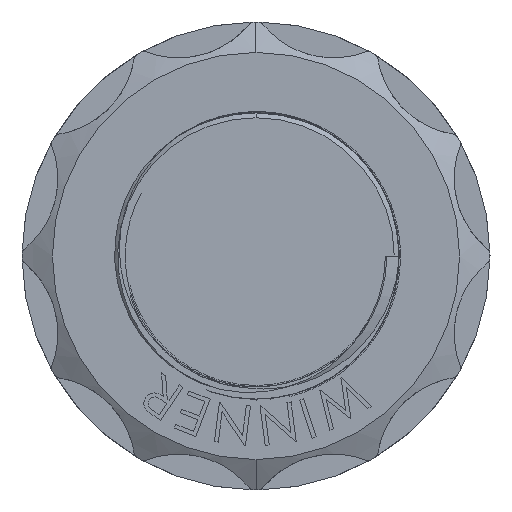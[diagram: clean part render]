
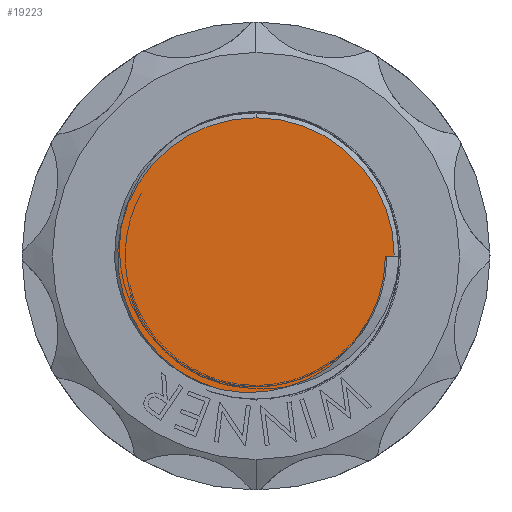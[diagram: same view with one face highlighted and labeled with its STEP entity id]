
A CAD part, left-side view. The second image highlights one B-rep face of the part: STEP entity #19223.
In plain terms, the highlighted planar face has unit normal (-1, 0, 0).
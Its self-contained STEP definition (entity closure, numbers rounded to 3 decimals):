
#304 = DIRECTION ( 'NONE',  ( 0., 0., 1. ) ) ;
#325 = CARTESIAN_POINT ( 'NONE',  ( -70.42, 0., 0. ) ) ;
#370 = CARTESIAN_POINT ( 'NONE',  ( -70.42, 0., 0. ) ) ;
#899 = ORIENTED_EDGE ( 'NONE', *, *, #5002, .T. ) ;
#1112 = EDGE_CURVE ( 'NONE', #8869, #10370, #12315, .T. ) ;
#1826 = CARTESIAN_POINT ( 'NONE',  ( -70.42, -7.728, -2.39 ) ) ;
#1898 = CARTESIAN_POINT ( 'NONE',  ( -70.42, -8.063, 0. ) ) ;
#2035 = DIRECTION ( 'NONE',  ( 0., 0., -1. ) ) ;
#2192 = CARTESIAN_POINT ( 'NONE',  ( -70.42, -5.072, -6.509 ) ) ;
#2323 = CARTESIAN_POINT ( 'NONE',  ( -70.42, -6.15, -5.368 ) ) ;
#2347 = CIRCLE ( 'NONE', #6585, 8.625 ) ;
#3288 = CARTESIAN_POINT ( 'NONE',  ( -70.42, -6.449, -4.987 ) ) ;
#3343 = CARTESIAN_POINT ( 'NONE',  ( -70.42, 2.24, -8.329 ) ) ;
#3427 = B_SPLINE_CURVE_WITH_KNOTS ( 'NONE', 3,
 ( #18867, #3288, #9654, #11230, #15778, #1826, #6553, #17500, #11298, #1898 ),
 .UNSPECIFIED., .F., .F.,
 ( 4, 2, 2, 2, 4 ),
 ( 0., 0.001, 0.003, 0.004, 0.006 ),
 .UNSPECIFIED. ) ;
#3776 = CARTESIAN_POINT ( 'NONE',  ( -70.42, -0.868, -8.46 ) ) ;
#3839 = CARTESIAN_POINT ( 'NONE',  ( -70.42, -3.103, -7.763 ) ) ;
#3874 = CARTESIAN_POINT ( 'NONE',  ( -70.42, -8.625, 0. ) ) ;
#3915 = CARTESIAN_POINT ( 'NONE',  ( -70.42, -4.128, -7.208 ) ) ;
#3986 = CARTESIAN_POINT ( 'NONE',  ( -70.42, 0.305, -8.532 ) ) ;
#5002 = EDGE_CURVE ( 'NONE', #18922, #16271, #5271, .T. ) ;
#5185 = DIRECTION ( 'NONE',  ( -1., 0., 0. ) ) ;
#5203 = AXIS2_PLACEMENT_3D ( 'NONE', #10237, #19509, #19715 ) ;
#5224 = FACE_OUTER_BOUND ( 'NONE', #15207, .T. ) ;
#5271 = LINE ( 'NONE', #15659, #13826 ) ;
#5986 = CARTESIAN_POINT ( 'NONE',  ( -70.42, -8.063, 0. ) ) ;
#6155 = CARTESIAN_POINT ( 'NONE',  ( -70.42, -6.15, -5.368 ) ) ;
#6295 = ORIENTED_EDGE ( 'NONE', *, *, #1112, .T. ) ;
#6343 = ORIENTED_EDGE ( 'NONE', *, *, #10134, .T. ) ;
#6487 = EDGE_CURVE ( 'NONE', #10370, #18922, #3427, .T. ) ;
#6553 = CARTESIAN_POINT ( 'NONE',  ( -70.42, -7.854, -1.919 ) ) ;
#6585 = AXIS2_PLACEMENT_3D ( 'NONE', #325, #5185, #2035 ) ;
#6855 = ORIENTED_EDGE ( 'NONE', *, *, #17288, .T. ) ;
#7048 = CARTESIAN_POINT ( 'NONE',  ( -70.42, 0.7, -8.528 ) ) ;
#8230 = CARTESIAN_POINT ( 'NONE',  ( -70.42, 0., 8.625 ) ) ;
#8565 = CARTESIAN_POINT ( 'NONE',  ( -70.42, -5.642, -5.968 ) ) ;
#8629 = CARTESIAN_POINT ( 'NONE',  ( -70.42, 1.476, -8.468 ) ) ;
#8869 = VERTEX_POINT ( 'NONE', #3343 ) ;
#9654 = CARTESIAN_POINT ( 'NONE',  ( -70.42, -6.722, -4.585 ) ) ;
#9838 = DIRECTION ( 'NONE',  ( 1., 0., 0. ) ) ;
#10134 = EDGE_CURVE ( 'NONE', #16271, #18125, #17875, .T. ) ;
#10237 = CARTESIAN_POINT ( 'NONE',  ( -70.42, 0., 0. ) ) ;
#10370 = VERTEX_POINT ( 'NONE', #6155 ) ;
#10825 = AXIS2_PLACEMENT_3D ( 'NONE', #370, #9838, #304 ) ;
#11230 = CARTESIAN_POINT ( 'NONE',  ( -70.42, -7.198, -3.741 ) ) ;
#11298 = CARTESIAN_POINT ( 'NONE',  ( -70.42, -8.063, -0.485 ) ) ;
#11636 = CARTESIAN_POINT ( 'NONE',  ( -70.42, -4.766, -6.76 ) ) ;
#12315 = B_SPLINE_CURVE_WITH_KNOTS ( 'NONE', 3,
 ( #14695, #13393, #8629, #7048, #3986, #3776, #17915, #19623, #3839, #19415, #3915, #11636, #2192, #8565, #13202, #2323 ),
 .UNSPECIFIED., .F., .F.,
 ( 4, 2, 2, 2, 2, 2, 2, 4 ),
 ( 0.009, 0.01, 0.012, 0.014, 0.015, 0.016, 0.017, 0.019 ),
 .UNSPECIFIED. ) ;
#13202 = CARTESIAN_POINT ( 'NONE',  ( -70.42, -5.906, -5.678 ) ) ;
#13393 = CARTESIAN_POINT ( 'NONE',  ( -70.42, 1.86, -8.412 ) ) ;
#13826 = VECTOR ( 'NONE', #15532, 1000. ) ;
#14695 = CARTESIAN_POINT ( 'NONE',  ( -70.42, 2.24, -8.329 ) ) ;
#15207 = EDGE_LOOP ( 'NONE', ( #19591, #899, #6343, #6855, #6295 ) ) ;
#15532 = DIRECTION ( 'NONE',  ( 0., -1., 0. ) ) ;
#15659 = CARTESIAN_POINT ( 'NONE',  ( -70.42, 0., 0. ) ) ;
#15778 = CARTESIAN_POINT ( 'NONE',  ( -70.42, -7.401, -3.299 ) ) ;
#15903 = PLANE ( 'NONE',  #10825 ) ;
#16271 = VERTEX_POINT ( 'NONE', #3874 ) ;
#17288 = EDGE_CURVE ( 'NONE', #18125, #8869, #2347, .T. ) ;
#17500 = CARTESIAN_POINT ( 'NONE',  ( -70.42, -8.021, -0.966 ) ) ;
#17875 = CIRCLE ( 'NONE', #5203, 8.625 ) ;
#17915 = CARTESIAN_POINT ( 'NONE',  ( -70.42, -1.63, -8.307 ) ) ;
#18125 = VERTEX_POINT ( 'NONE', #8230 ) ;
#18867 = CARTESIAN_POINT ( 'NONE',  ( -70.42, -6.15, -5.368 ) ) ;
#18922 = VERTEX_POINT ( 'NONE', #5986 ) ;
#19223 = ADVANCED_FACE ( 'NONE', ( #5224 ), #15903, .F. ) ;
#19415 = CARTESIAN_POINT ( 'NONE',  ( -70.42, -3.795, -7.408 ) ) ;
#19509 = DIRECTION ( 'NONE',  ( -1., 0., 0. ) ) ;
#19591 = ORIENTED_EDGE ( 'NONE', *, *, #6487, .T. ) ;
#19623 = CARTESIAN_POINT ( 'NONE',  ( -70.42, -2.741, -7.919 ) ) ;
#19715 = DIRECTION ( 'NONE',  ( 0., 0., -1. ) ) ;
